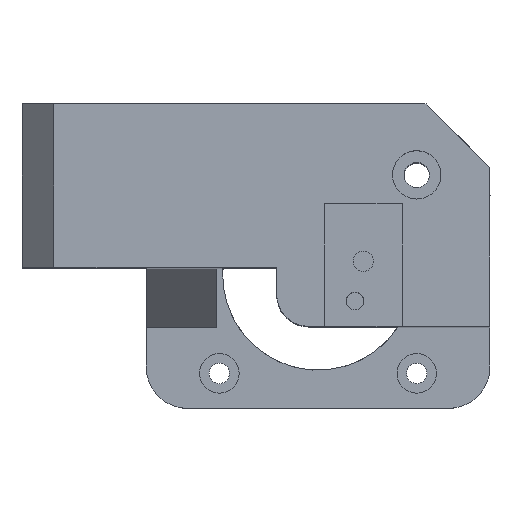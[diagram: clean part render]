
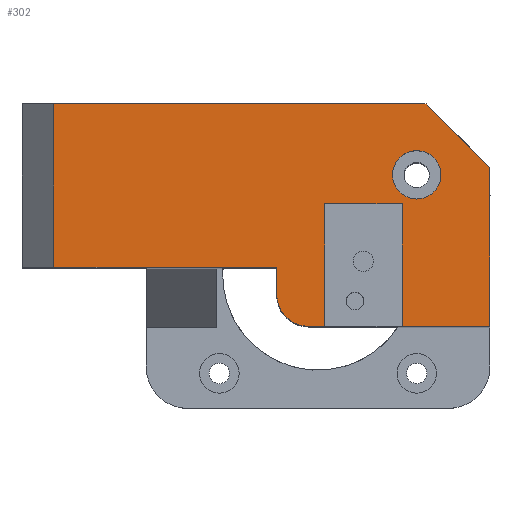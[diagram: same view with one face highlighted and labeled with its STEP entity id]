
A CAD part, top view. The second image highlights one B-rep face of the part: STEP entity #302.
In plain terms, the highlighted planar face has unit normal (0, 0, 1).
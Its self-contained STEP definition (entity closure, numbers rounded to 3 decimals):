
#24 = VERTEX_POINT('',#25);
#25 = CARTESIAN_POINT('',(291.856,995.528,
    47.945));
#40 = VERTEX_POINT('',#41);
#41 = CARTESIAN_POINT('',(291.856,976.278,47.945));
#47 = EDGE_CURVE('',#24,#40,#48,.T.);
#48 = LINE('',#49,#50);
#49 = CARTESIAN_POINT('',(291.856,996.528,
    47.945));
#50 = VECTOR('',#51,1.);
#51 = DIRECTION('',(0.,-1.,0.));
#70 = EDGE_CURVE('',#24,#71,#73,.T.);
#71 = VERTEX_POINT('',#72);
#72 = CARTESIAN_POINT('',(279.656,995.528,47.945)
  );
#73 = LINE('',#74,#75);
#74 = CARTESIAN_POINT('',(279.656,995.528,47.945)
  );
#75 = VECTOR('',#76,1.);
#76 = DIRECTION('',(-1.,0.,0.));
#140 = VERTEX_POINT('',#141);
#141 = CARTESIAN_POINT('',(279.656,976.278,47.945));
#147 = EDGE_CURVE('',#148,#140,#150,.T.);
#148 = VERTEX_POINT('',#149);
#149 = CARTESIAN_POINT('',(277.141,976.278,47.945
    ));
#150 = LINE('',#151,#152);
#151 = CARTESIAN_POINT('',(257.641,976.278,47.945
    ));
#152 = VECTOR('',#153,1.);
#153 = DIRECTION('',(1.,0.,0.));
#284 = VERTEX_POINT('',#285);
#285 = CARTESIAN_POINT('',(305.641,976.278,47.945));
#291 = EDGE_CURVE('',#284,#40,#292,.T.);
#292 = LINE('',#293,#294);
#293 = CARTESIAN_POINT('',(291.856,976.278,47.945));
#294 = VECTOR('',#295,1.);
#295 = DIRECTION('',(-1.,0.,0.));
#302 = ADVANCED_FACE('',(#303,#386),#397,.T.);
#303 = FACE_BOUND('',#304,.T.);
#304 = EDGE_LOOP('',(#305,#315,#323,#331,#339,#347,#355,#362,#363,#369,
    #370,#371,#372,#380));
#305 = ORIENTED_EDGE('',*,*,#306,.F.);
#306 = EDGE_CURVE('',#307,#309,#311,.T.);
#307 = VERTEX_POINT('',#308);
#308 = CARTESIAN_POINT('',(295.59,1011.278,47.945));
#309 = VERTEX_POINT('',#310);
#310 = CARTESIAN_POINT('',(295.883,1010.985,47.945));
#311 = LINE('',#312,#313);
#312 = CARTESIAN_POINT('',(288.849,1018.02,47.945));
#313 = VECTOR('',#314,1.);
#314 = DIRECTION('',(0.707,-0.707,0.));
#315 = ORIENTED_EDGE('',*,*,#316,.T.);
#316 = EDGE_CURVE('',#307,#317,#319,.T.);
#317 = VERTEX_POINT('',#318);
#318 = CARTESIAN_POINT('',(295.176,1011.278,47.945));
#319 = LINE('',#320,#321);
#320 = CARTESIAN_POINT('',(274.688,1011.278,47.945));
#321 = VECTOR('',#322,1.);
#322 = DIRECTION('',(-1.,0.,0.));
#323 = ORIENTED_EDGE('',*,*,#324,.T.);
#324 = EDGE_CURVE('',#317,#325,#327,.T.);
#325 = VERTEX_POINT('',#326);
#326 = CARTESIAN_POINT('',(237.141,1011.278,
    47.945));
#327 = LINE('',#328,#329);
#328 = CARTESIAN_POINT('',(233.741,1011.278,47.945));
#329 = VECTOR('',#330,1.);
#330 = DIRECTION('',(-1.,0.,0.));
#331 = ORIENTED_EDGE('',*,*,#332,.F.);
#332 = EDGE_CURVE('',#333,#325,#335,.T.);
#333 = VERTEX_POINT('',#334);
#334 = CARTESIAN_POINT('',(237.141,985.528,47.945));
#335 = LINE('',#336,#337);
#336 = CARTESIAN_POINT('',(237.141,985.528,47.945));
#337 = VECTOR('',#338,1.);
#338 = DIRECTION('',(0.,1.,0.));
#339 = ORIENTED_EDGE('',*,*,#340,.T.);
#340 = EDGE_CURVE('',#333,#341,#343,.T.);
#341 = VERTEX_POINT('',#342);
#342 = CARTESIAN_POINT('',(272.141,985.528,47.945)
  );
#343 = LINE('',#344,#345);
#344 = CARTESIAN_POINT('',(279.921,985.528,47.945));
#345 = VECTOR('',#346,1.);
#346 = DIRECTION('',(1.,0.,0.));
#347 = ORIENTED_EDGE('',*,*,#348,.F.);
#348 = EDGE_CURVE('',#349,#341,#351,.T.);
#349 = VERTEX_POINT('',#350);
#350 = CARTESIAN_POINT('',(272.141,981.278,47.945
    ));
#351 = LINE('',#352,#353);
#352 = CARTESIAN_POINT('',(272.141,976.278,
    47.945));
#353 = VECTOR('',#354,1.);
#354 = DIRECTION('',(0.,1.,0.));
#355 = ORIENTED_EDGE('',*,*,#356,.T.);
#356 = EDGE_CURVE('',#349,#148,#357,.T.);
#357 = CIRCLE('',#358,5.);
#358 = AXIS2_PLACEMENT_3D('',#359,#360,#361);
#359 = CARTESIAN_POINT('',(277.141,981.278,47.945
    ));
#360 = DIRECTION('',(0.,0.,1.));
#361 = DIRECTION('',(1.,0.,0.));
#362 = ORIENTED_EDGE('',*,*,#147,.T.);
#363 = ORIENTED_EDGE('',*,*,#364,.F.);
#364 = EDGE_CURVE('',#71,#140,#365,.T.);
#365 = LINE('',#366,#367);
#366 = CARTESIAN_POINT('',(279.656,991.676,47.945));
#367 = VECTOR('',#368,1.);
#368 = DIRECTION('',(0.,-1.,0.));
#369 = ORIENTED_EDGE('',*,*,#70,.F.);
#370 = ORIENTED_EDGE('',*,*,#47,.T.);
#371 = ORIENTED_EDGE('',*,*,#291,.F.);
#372 = ORIENTED_EDGE('',*,*,#373,.F.);
#373 = EDGE_CURVE('',#374,#284,#376,.T.);
#374 = VERTEX_POINT('',#375);
#375 = CARTESIAN_POINT('',(305.641,1001.228,47.945));
#376 = LINE('',#377,#378);
#377 = CARTESIAN_POINT('',(305.641,991.676,47.945));
#378 = VECTOR('',#379,1.);
#379 = DIRECTION('',(0.,-1.,0.));
#380 = ORIENTED_EDGE('',*,*,#381,.T.);
#381 = EDGE_CURVE('',#374,#309,#382,.T.);
#382 = LINE('',#383,#384);
#383 = CARTESIAN_POINT('',(305.641,1001.228,47.945));
#384 = VECTOR('',#385,1.);
#385 = DIRECTION('',(-0.707,0.707,0.));
#386 = FACE_BOUND('',#387,.T.);
#387 = EDGE_LOOP('',(#388));
#388 = ORIENTED_EDGE('',*,*,#389,.F.);
#389 = EDGE_CURVE('',#390,#390,#392,.T.);
#390 = VERTEX_POINT('',#391);
#391 = CARTESIAN_POINT('',(297.941,1000.078,47.945));
#392 = CIRCLE('',#393,3.8);
#393 = AXIS2_PLACEMENT_3D('',#394,#395,#396);
#394 = CARTESIAN_POINT('',(294.141,1000.078,47.945));
#395 = DIRECTION('',(0.,0.,1.));
#396 = DIRECTION('',(1.,0.,0.));
#397 = PLANE('',#398);
#398 = AXIS2_PLACEMENT_3D('',#399,#400,#401);
#399 = CARTESIAN_POINT('',(274.149,994.506,47.945));
#400 = DIRECTION('',(0.,0.,1.));
#401 = DIRECTION('',(0.,1.,0.));
